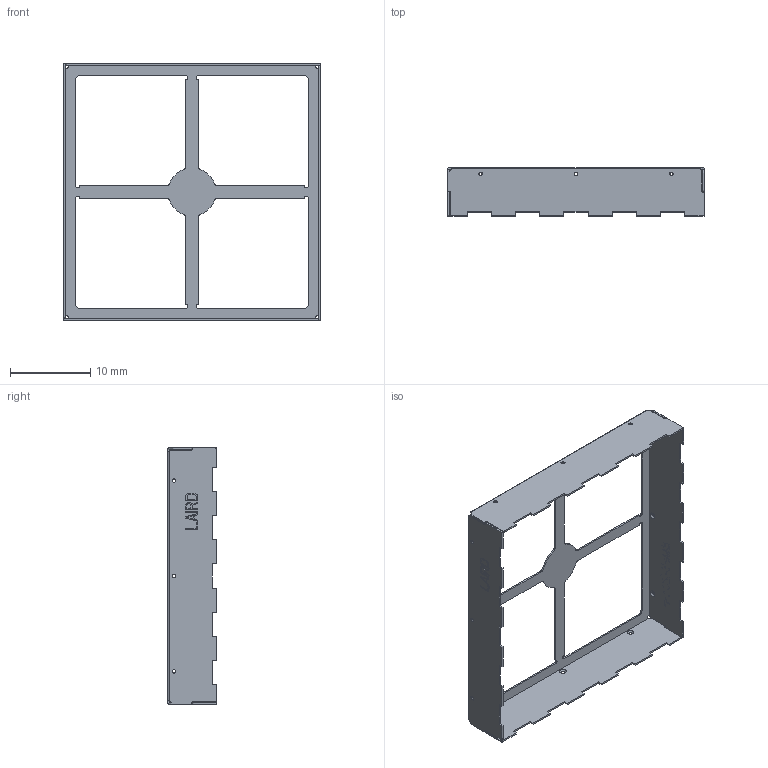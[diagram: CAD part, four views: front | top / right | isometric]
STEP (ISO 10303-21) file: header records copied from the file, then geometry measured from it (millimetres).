
FILE_DESCRIPTION (( 'STEP AP214' ), '1' );
FILE_NAME ('Laird Technologies BMIS-204-F.step', '2017-02-07T07:48:48', ( '' ), ( '' ), 'SwSTEP 2.0', 'SolidWorks 2016', '' );
FILE_SCHEMA (( 'AUTOMOTIVE_DESIGN' ));
Length unit declared in the file: millimetre
Products named in the file (1): Laird Technologies BMIS-204-F
Bounding box: 32 x 6 x 32 mm (x, y, z)
Volume: 194.5 mm3; surface area: 2048.7 mm2
Topology: 1 solids, 1 shells, 561 faces, 1600 edges, 1064 vertices
Faces by surface type: plane 454, cylinder 67, cone 24, bspline 16
Entity records: 18838 total; most frequent: CARTESIAN_POINT 4034, ORIENTED_EDGE 3200, DIRECTION 2834, EDGE_CURVE 1600, LINE 1394, VECTOR 1394, VERTEX_POINT 1064, AXIS2_PLACEMENT_3D 720
